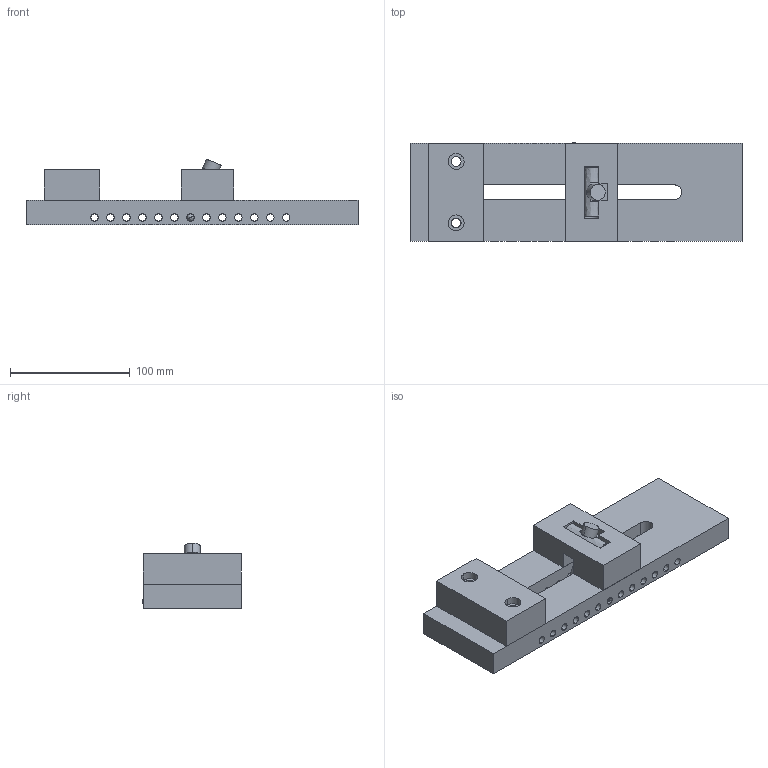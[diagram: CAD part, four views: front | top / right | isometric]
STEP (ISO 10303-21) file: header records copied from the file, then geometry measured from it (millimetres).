
FILE_DESCRIPTION(('FreeCAD Model'),'2;1');
FILE_NAME('Open CASCADE Shape Model','2025-05-09T19:20:17',('FreeCAD'),( 'FreeCAD'),'Open CASCADE STEP processor 7.6','FreeCAD','Unknown');
FILE_SCHEMA(('AUTOMOTIVE_DESIGN { 1 0 10303 214 1 1 1 1 }'));
Length unit declared in the file: millimetre
Products named in the file (1): Open CASCADE STEP translator 7.6 1
Bounding box: 277.17 x 82.62 x 54.92 mm (x, y, z)
Volume: 579432.5 mm3; surface area: 118061.4 mm2
Topology: 7 solids, 7 shells, 143 faces, 383 edges, 252 vertices
Faces by surface type: bspline 143
Entity records: 5100 total; most frequent: CARTESIAN_POINT 2869, ORIENTED_EDGE 758, EDGE_CURVE 379, VERTEX_POINT 252, FACE_BOUND 213, EDGE_LOOP 213, B_SPLINE_CURVE_WITH_KNOTS 193, ADVANCED_FACE 143
